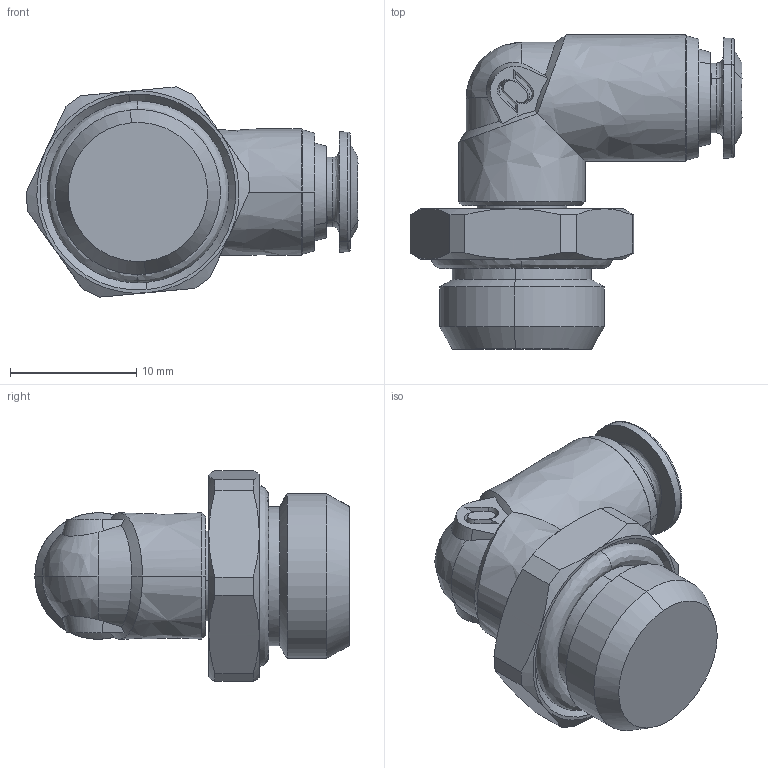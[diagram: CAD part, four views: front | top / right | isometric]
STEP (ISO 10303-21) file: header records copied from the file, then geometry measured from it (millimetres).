
FILE_DESCRIPTION (( 'STEP AP214' ), '1' );
FILE_NAME ('PL04-G02_ME.STEP', '2018-09-06T11:52:21', ( '' ), ( '' ), 'SwSTEP 2.0', 'SolidWorks 2018', '' );
FILE_SCHEMA (( 'AUTOMOTIVE_DESIGN' ));
Length unit declared in the file: millimetre
Products named in the file (1): PL04-G02_ME
Bounding box: 26.25 x 24.85 x 16.63 mm (x, y, z)
Volume: 3535.6 mm3; surface area: 2011.1 mm2
Topology: 1 solids, 1 shells, 118 faces, 308 edges, 201 vertices
Faces by surface type: bspline 118
Entity records: 6194 total; most frequent: CARTESIAN_POINT 3713, ORIENTED_EDGE 612, EDGE_CURVE 306, B_SPLINE_CURVE_WITH_KNOTS 247, VERTEX_POINT 201, EDGE_LOOP 131, ADVANCED_FACE 118, FACE_OUTER_BOUND 118
